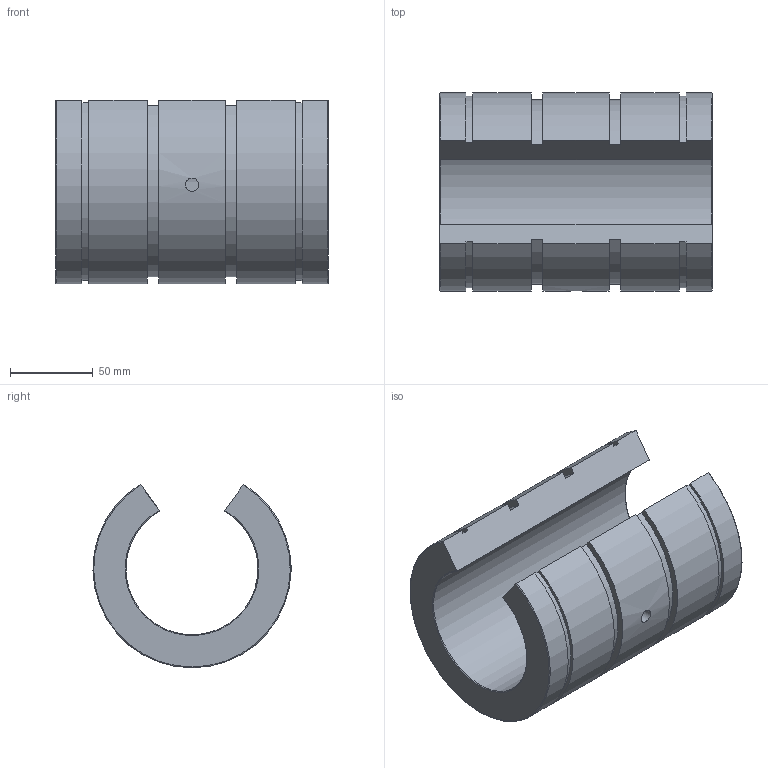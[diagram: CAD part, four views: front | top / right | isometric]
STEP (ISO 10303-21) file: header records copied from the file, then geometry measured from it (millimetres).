
FILE_DESCRIPTION( ( 'STEP AP214' ), '1' );
FILE_NAME( 'FMN-80.stp', '2009-11-09T11:03:12', ( ' ' ), ( ' ' ), 'XStep 1.0', ' ', ' ' );
FILE_SCHEMA( ( 'CONFIG_CONTROL_DESIGN) ( )' ) );
Length unit declared in the file: metre
Products named in the file (1): 1
Bounding box: 165 x 119.99 x 111.18 mm (x, y, z)
Volume: 837035.5 mm3; surface area: 110174.6 mm2
Topology: 1 solids, 1 shells, 27 faces, 75 edges, 50 vertices
Faces by surface type: plane 12, cylinder 11, torus 4
Full cylindrical faces by diameter (mm): 8 x1
Entity records: 1254 total; most frequent: CARTESIAN_POINT 322, ORIENTED_EDGE 148, DIRECTION 144, EDGE_CURVE 74, AXIS2_PLACEMENT_3D 52, VERTEX_POINT 50, LINE 40, VECTOR 40
